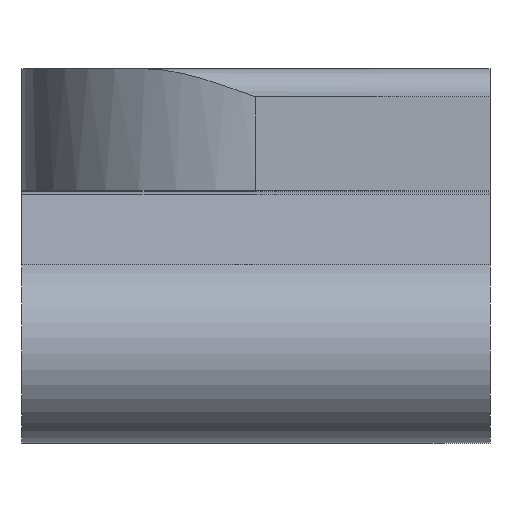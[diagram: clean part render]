
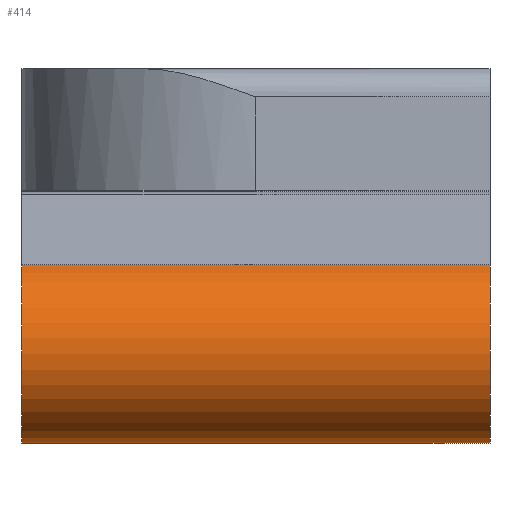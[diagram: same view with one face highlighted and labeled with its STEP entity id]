
A CAD part, front view. The second image highlights one B-rep face of the part: STEP entity #414.
In plain terms, the highlighted cylindrical face has radius 1 mm (diameter 2 mm), a partial arc.
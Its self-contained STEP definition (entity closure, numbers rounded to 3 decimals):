
#28=CYLINDRICAL_SURFACE('',#463,1.);
#59=LINE('',#695,#93);
#60=LINE('',#699,#94);
#93=VECTOR('',#556,1000.);
#94=VECTOR('',#561,1000.);
#153=ORIENTED_EDGE('',*,*,#258,.T.);
#154=ORIENTED_EDGE('',*,*,#259,.F.);
#155=ORIENTED_EDGE('',*,*,#248,.F.);
#156=ORIENTED_EDGE('',*,*,#257,.T.);
#248=EDGE_CURVE('',#302,#303,#326,.T.);
#257=EDGE_CURVE('',#302,#308,#59,.T.);
#258=EDGE_CURVE('',#308,#309,#330,.T.);
#259=EDGE_CURVE('',#303,#309,#60,.T.);
#302=VERTEX_POINT('',#673);
#303=VERTEX_POINT('',#675);
#308=VERTEX_POINT('',#694);
#309=VERTEX_POINT('',#698);
#326=CIRCLE('',#456,1.);
#330=CIRCLE('',#464,1.);
#349=EDGE_LOOP('',(#153,#154,#155,#156));
#377=FACE_BOUND('',#349,.T.);
#414=ADVANCED_FACE('',(#377),#28,.T.);
#456=AXIS2_PLACEMENT_3D('',#674,#538,#539);
#463=AXIS2_PLACEMENT_3D('',#696,#557,#558);
#464=AXIS2_PLACEMENT_3D('',#697,#559,#560);
#538=DIRECTION('',(1.,0.,0.));
#539=DIRECTION('',(0.,0.,-1.));
#556=DIRECTION('',(-1.,0.,0.));
#557=DIRECTION('',(-1.,0.,0.));
#558=DIRECTION('',(0.,0.,1.));
#559=DIRECTION('',(1.,0.,0.));
#560=DIRECTION('',(0.,0.,-1.));
#561=DIRECTION('',(-1.,0.,0.));
#673=CARTESIAN_POINT('',(2.5,-5.423,1.906));
#674=CARTESIAN_POINT('',(2.5,-5.,1.));
#675=CARTESIAN_POINT('',(2.5,-5.,0.));
#694=CARTESIAN_POINT('',(-2.5,-5.423,1.906));
#695=CARTESIAN_POINT('',(2.5,-5.423,1.906));
#696=CARTESIAN_POINT('',(2.5,-5.,1.));
#697=CARTESIAN_POINT('',(-2.5,-5.,1.));
#698=CARTESIAN_POINT('',(-2.5,-5.,0.));
#699=CARTESIAN_POINT('',(2.5,-5.,0.));
